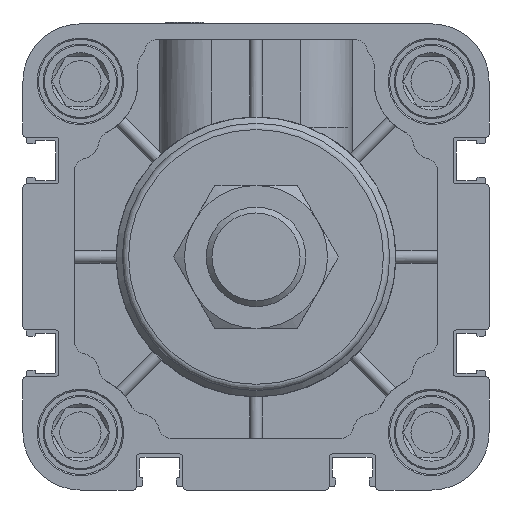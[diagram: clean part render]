
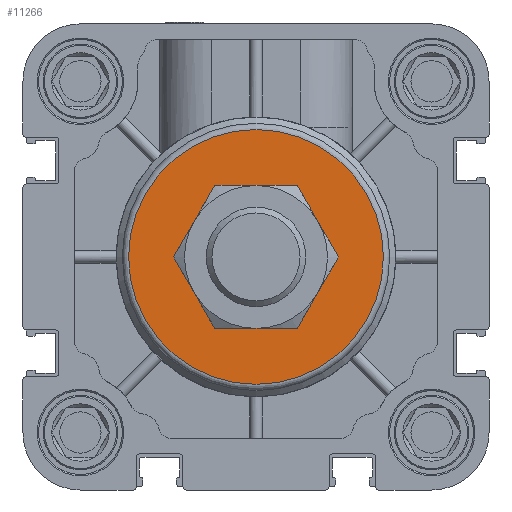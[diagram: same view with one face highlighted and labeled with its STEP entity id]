
A CAD part, left-side view. The second image highlights one B-rep face of the part: STEP entity #11266.
In plain terms, the highlighted planar face has unit normal (-1, 0, 0).
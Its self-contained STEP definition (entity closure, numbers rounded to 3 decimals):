
#996=CIRCLE('',#12494,10.);
#997=CIRCLE('',#12495,20.5);
#3499=ORIENTED_EDGE('',*,*,#5589,.F.);
#3500=ORIENTED_EDGE('',*,*,#5590,.T.);
#5589=EDGE_CURVE('',#6762,#6762,#996,.F.);
#5590=EDGE_CURVE('',#6763,#6763,#997,.T.);
#6762=VERTEX_POINT('',#19431);
#6763=VERTEX_POINT('',#19433);
#9223=EDGE_LOOP('',(#3499));
#9224=EDGE_LOOP('',(#3500));
#10107=FACE_BOUND('',#9223,.T.);
#10108=FACE_BOUND('',#9224,.T.);
#10673=PLANE('',#12493);
#11266=ADVANCED_FACE('',(#10107,#10108),#10673,.F.);
#12493=AXIS2_PLACEMENT_3D('',#19429,#15524,#15525);
#12494=AXIS2_PLACEMENT_3D('',#19430,#15526,#15527);
#12495=AXIS2_PLACEMENT_3D('',#19432,#15528,#15529);
#15524=DIRECTION('',(1.,0.,0.));
#15525=DIRECTION('',(0.,0.,-1.));
#15526=DIRECTION('',(1.,0.,0.));
#15527=DIRECTION('',(0.,0.,-1.));
#15528=DIRECTION('',(-1.,0.,0.));
#15529=DIRECTION('',(0.,0.,1.));
#19429=CARTESIAN_POINT('',(-27.,0.,20.5));
#19430=CARTESIAN_POINT('',(-27.,0.,0.));
#19431=CARTESIAN_POINT('',(-27.,0.,-10.));
#19432=CARTESIAN_POINT('',(-27.,0.,0.));
#19433=CARTESIAN_POINT('',(-27.,0.,20.5));
